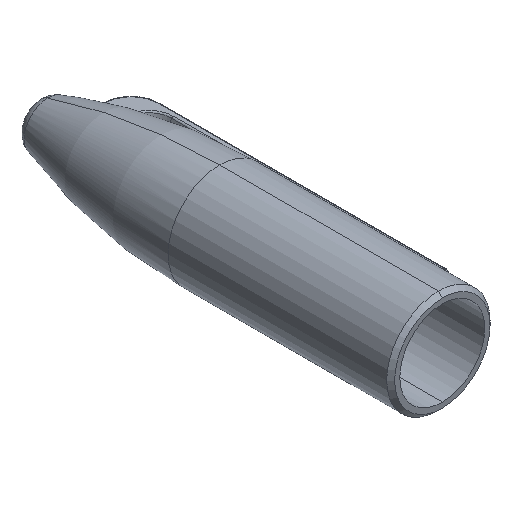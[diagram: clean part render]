
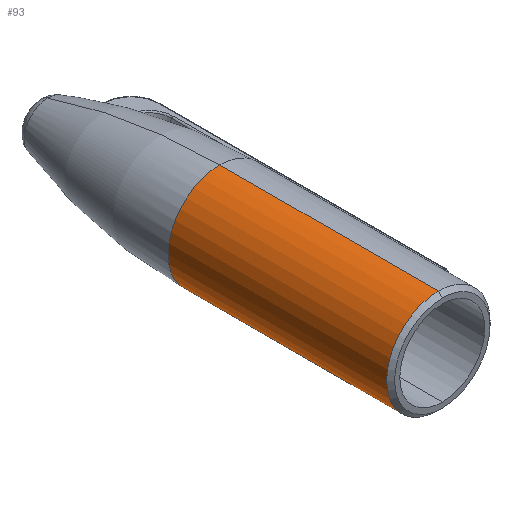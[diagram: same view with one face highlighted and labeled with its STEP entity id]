
A CAD part, isometric view. The second image highlights one B-rep face of the part: STEP entity #93.
In plain terms, the highlighted cylindrical face has radius 6.5 mm (diameter 13 mm), a partial arc.
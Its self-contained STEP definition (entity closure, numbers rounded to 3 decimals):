
#12 = DIRECTION ( 'NONE',  ( 0., 0., -1. ) ) ;
#31 = CARTESIAN_POINT ( 'NONE',  ( 32.923, 120.031, 0. ) ) ;
#58 = LINE ( 'NONE', #455, #1708 ) ;
#66 = ORIENTED_EDGE ( 'NONE', *, *, #1665, .T. ) ;
#93 = ADVANCED_FACE ( 'NONE', ( #2036 ), #2922, .T. ) ;
#145 = ORIENTED_EDGE ( 'NONE', *, *, #800, .F. ) ;
#173 = ORIENTED_EDGE ( 'NONE', *, *, #857, .T. ) ;
#185 = CARTESIAN_POINT ( 'NONE',  ( 32.923, 120.031, -6.5 ) ) ;
#199 = VERTEX_POINT ( 'NONE', #2062 ) ;
#230 = DIRECTION ( 'NONE',  ( 0., 0., -1. ) ) ;
#235 = CARTESIAN_POINT ( 'NONE',  ( 32.923, 92.531, 0. ) ) ;
#372 = VECTOR ( 'NONE', #1835, 1000. ) ;
#442 = AXIS2_PLACEMENT_3D ( 'NONE', #2492, #2265, #230 ) ;
#455 = CARTESIAN_POINT ( 'NONE',  ( 32.923, 92.031, -6.5 ) ) ;
#488 = DIRECTION ( 'NONE',  ( 0., -1., 0. ) ) ;
#529 = VERTEX_POINT ( 'NONE', #1219 ) ;
#772 = EDGE_CURVE ( 'NONE', #2538, #199, #899, .T. ) ;
#800 = EDGE_CURVE ( 'NONE', #529, #199, #2700, .T. ) ;
#857 = EDGE_CURVE ( 'NONE', #1978, #2538, #58, .T. ) ;
#875 = ORIENTED_EDGE ( 'NONE', *, *, #772, .T. ) ;
#899 = CIRCLE ( 'NONE', #945, 6.5 ) ;
#945 = AXIS2_PLACEMENT_3D ( 'NONE', #235, #1831, #12 ) ;
#1219 = CARTESIAN_POINT ( 'NONE',  ( 32.923, 120.031, 6.5 ) ) ;
#1387 = DIRECTION ( 'NONE',  ( 0., -1., 0. ) ) ;
#1660 = CARTESIAN_POINT ( 'NONE',  ( 32.923, 92.531, -6.5 ) ) ;
#1665 = EDGE_CURVE ( 'NONE', #529, #1978, #1765, .T. ) ;
#1708 = VECTOR ( 'NONE', #1387, 1000. ) ;
#1765 = CIRCLE ( 'NONE', #2527, 6.5 ) ;
#1820 = DIRECTION ( 'NONE',  ( 0., 0., -1. ) ) ;
#1831 = DIRECTION ( 'NONE',  ( 0., 1., 0. ) ) ;
#1835 = DIRECTION ( 'NONE',  ( 0., -1., 0. ) ) ;
#1978 = VERTEX_POINT ( 'NONE', #185 ) ;
#2036 = FACE_OUTER_BOUND ( 'NONE', #2637, .T. ) ;
#2062 = CARTESIAN_POINT ( 'NONE',  ( 32.923, 92.531, 6.5 ) ) ;
#2265 = DIRECTION ( 'NONE',  ( 0., -1., 0. ) ) ;
#2492 = CARTESIAN_POINT ( 'NONE',  ( 32.923, 92.031, 0. ) ) ;
#2527 = AXIS2_PLACEMENT_3D ( 'NONE', #31, #488, #1820 ) ;
#2538 = VERTEX_POINT ( 'NONE', #1660 ) ;
#2637 = EDGE_LOOP ( 'NONE', ( #145, #66, #173, #875 ) ) ;
#2700 = LINE ( 'NONE', #2746, #372 ) ;
#2746 = CARTESIAN_POINT ( 'NONE',  ( 32.923, 92.031, 6.5 ) ) ;
#2922 = CYLINDRICAL_SURFACE ( 'NONE', #442, 6.5 ) ;
